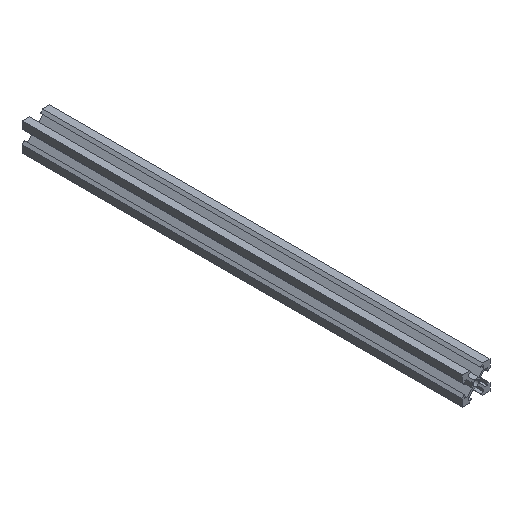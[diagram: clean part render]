
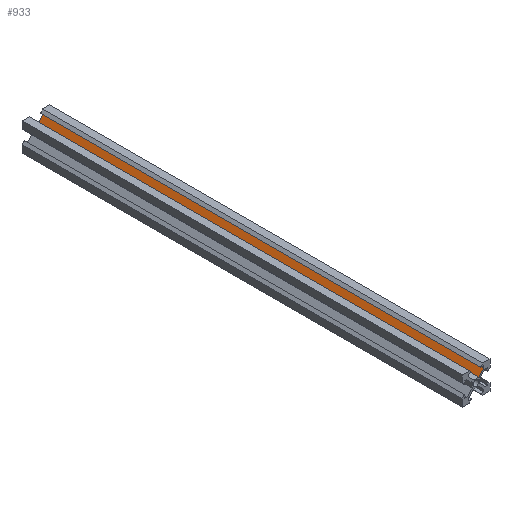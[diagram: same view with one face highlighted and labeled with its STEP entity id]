
A CAD part, isometric view. The second image highlights one B-rep face of the part: STEP entity #933.
In plain terms, the highlighted planar face has unit normal (-0.707, 0, 0.707).
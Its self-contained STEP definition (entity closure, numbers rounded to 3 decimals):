
#30=FACE_OUTER_BOUND('',#78,.T.);
#78=EDGE_LOOP('',(#688,#689,#690,#691));
#125=LINE('',#1288,#258);
#177=LINE('',#1395,#310);
#178=LINE('',#1398,#311);
#179=LINE('',#1399,#312);
#258=VECTOR('',#1046,10.);
#310=VECTOR('',#1120,10.);
#311=VECTOR('',#1123,10.);
#312=VECTOR('',#1124,10.);
#391=VERTEX_POINT('',#1285);
#392=VERTEX_POINT('',#1287);
#436=VERTEX_POINT('',#1393);
#437=VERTEX_POINT('',#1397);
#481=EDGE_CURVE('',#391,#392,#125,.T.);
#535=EDGE_CURVE('',#391,#436,#177,.T.);
#536=EDGE_CURVE('',#437,#436,#178,.T.);
#537=EDGE_CURVE('',#392,#437,#179,.T.);
#688=ORIENTED_EDGE('',*,*,#535,.T.);
#689=ORIENTED_EDGE('',*,*,#536,.F.);
#690=ORIENTED_EDGE('',*,*,#537,.F.);
#691=ORIENTED_EDGE('',*,*,#481,.F.);
#886=PLANE('',#996);
#933=ADVANCED_FACE('',(#30),#886,.T.);
#996=AXIS2_PLACEMENT_3D('',#1396,#1121,#1122);
#1046=DIRECTION('',(-0.707,0.,-0.707));
#1120=DIRECTION('',(0.,1.,0.));
#1121=DIRECTION('center_axis',(-0.707,0.,0.707));
#1122=DIRECTION('ref_axis',(0.707,0.,0.707));
#1123=DIRECTION('',(0.707,0.,0.707));
#1124=DIRECTION('',(0.,1.,0.));
#1285=CARTESIAN_POINT('',(5.499,-157.5,6.56));
#1287=CARTESIAN_POINT('',(1.779,-157.5,2.84));
#1288=CARTESIAN_POINT('',(5.499,-157.5,6.56));
#1393=CARTESIAN_POINT('',(5.499,157.5,6.56));
#1395=CARTESIAN_POINT('',(5.499,0.,6.56));
#1396=CARTESIAN_POINT('Origin',(1.779,0.,2.84));
#1397=CARTESIAN_POINT('',(1.779,157.5,2.84));
#1398=CARTESIAN_POINT('',(5.499,157.5,6.56));
#1399=CARTESIAN_POINT('',(1.779,0.,2.84));
